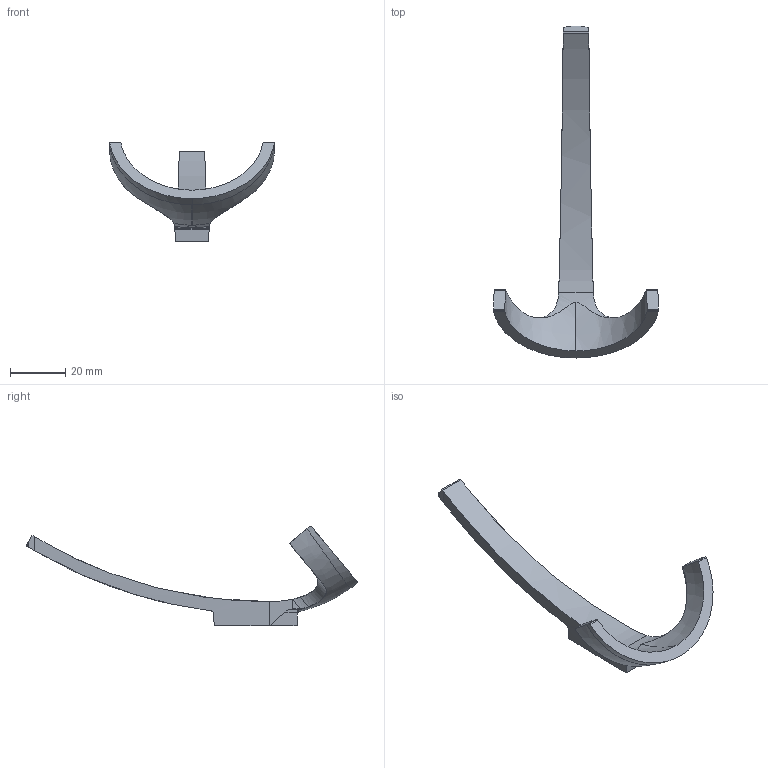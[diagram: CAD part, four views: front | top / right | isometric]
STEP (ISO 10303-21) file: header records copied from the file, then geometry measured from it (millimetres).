
FILE_DESCRIPTION (( 'STEP AP214' ), '1' );
FILE_NAME ('F002469,F002470,F002471_3D.step', '2022-07-07T08:13:47', ( '' ), ( '' ), 'SwSTEP 2.0', 'SolidWorks 2020', '' );
FILE_SCHEMA (( 'AUTOMOTIVE_DESIGN' ));
Length unit declared in the file: millimetre
Products named in the file (1): F002469,F002470,F002471_3D
Bounding box: 59.64 x 120 x 35.93 mm (x, y, z)
Volume: 10864.9 mm3; surface area: 6451.2 mm2
Topology: 1 solids, 1 shells, 105 faces, 314 edges, 209 vertices
Faces by surface type: bspline 53, cylinder 26, plane 18, cone 8
Entity records: 5986 total; most frequent: CARTESIAN_POINT 3670, ORIENTED_EDGE 620, EDGE_CURVE 310, DIRECTION 230, VERTEX_POINT 209, B_SPLINE_CURVE_WITH_KNOTS 192, EDGE_LOOP 107, ADVANCED_FACE 105
